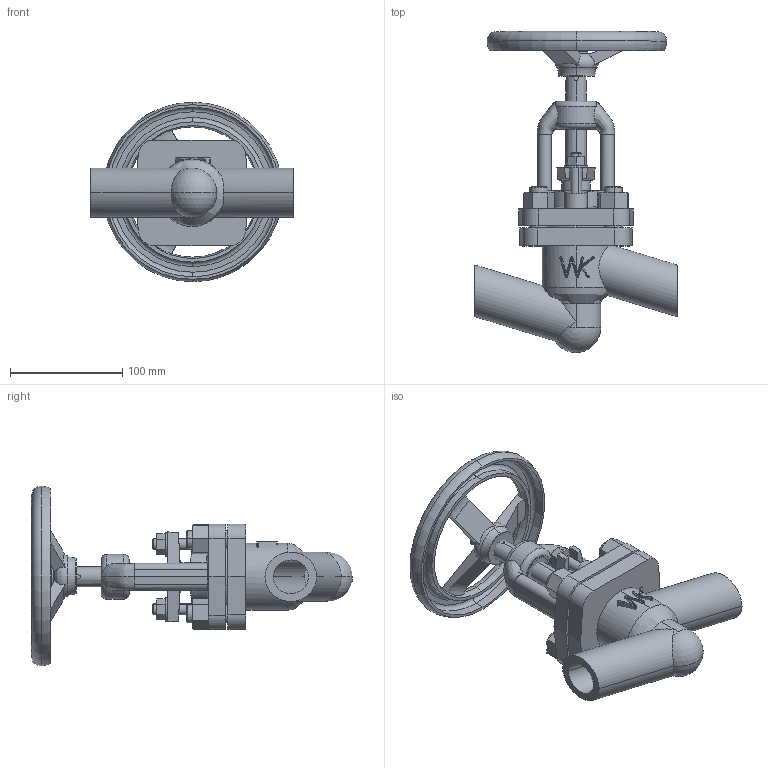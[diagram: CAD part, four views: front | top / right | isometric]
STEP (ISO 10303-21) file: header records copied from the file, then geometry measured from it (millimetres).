
FILE_DESCRIPTION (( 'STEP AP214' ), '1' );
FILE_NAME ('218S DN32 uproszczony.STEP', '2015-06-08T11:03:45', ( '' ), ( '' ), 'SwSTEP 2.0', 'SolidWorks 2015', '' );
FILE_SCHEMA (( 'AUTOMOTIVE_DESIGN' ));
Length unit declared in the file: millimetre
Products named in the file (1): 218S DN32 uproszczony
Bounding box: 180 x 286 x 160 mm (x, y, z)
Volume: 1031500.6 mm3; surface area: 236247.3 mm2
Topology: 31 solids, 31 shells, 579 faces, 1308 edges, 771 vertices
Faces by surface type: plane 220, cylinder 178, cone 86, torus 45, sphere 34, bspline 16
Entity records: 20987 total; most frequent: CARTESIAN_POINT 8220, DIRECTION 2616, ORIENTED_EDGE 2558, EDGE_CURVE 1279, AXIS2_PLACEMENT_3D 1051, VERTEX_POINT 771, EDGE_LOOP 596, ADVANCED_FACE 579
